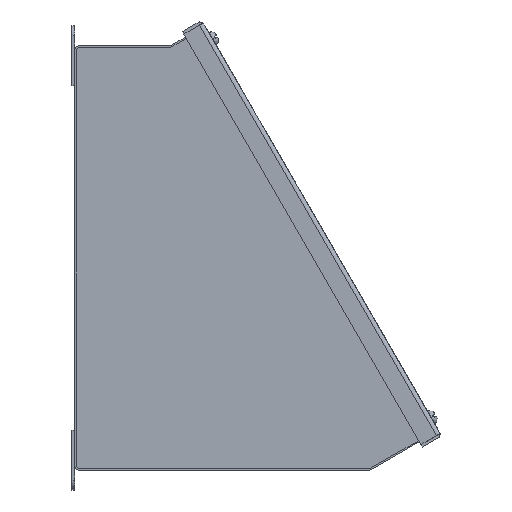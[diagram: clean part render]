
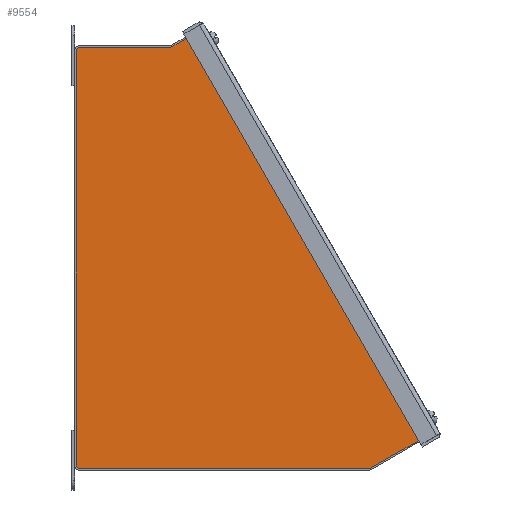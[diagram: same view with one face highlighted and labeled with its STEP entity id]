
A CAD part, left-side view. The second image highlights one B-rep face of the part: STEP entity #9554.
In plain terms, the highlighted planar face has unit normal (-1, 0, 0).
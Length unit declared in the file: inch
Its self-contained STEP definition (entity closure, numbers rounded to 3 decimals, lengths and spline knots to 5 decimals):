
#73 = DIRECTION ( 'NONE',  ( 0., 0.5, 0.866 ) ) ;
#112 = EDGE_CURVE ( 'NONE', #4121, #17346, #15055, .T. ) ;
#519 = CARTESIAN_POINT ( 'NONE',  ( -6.5, 3.57128, 5.1894 ) ) ;
#677 = VERTEX_POINT ( 'NONE', #6750 ) ;
#848 = DIRECTION ( 'NONE',  ( 0., 0., -1. ) ) ;
#1515 = CARTESIAN_POINT ( 'NONE',  ( -6.5, -4.86058, -3.76466 ) ) ;
#1683 = VERTEX_POINT ( 'NONE', #31339 ) ;
#1711 = AXIS2_PLACEMENT_3D ( 'NONE', #519, #13522, #23072 ) ;
#1848 = EDGE_CURVE ( 'NONE', #5220, #24951, #12346, .T. ) ;
#1905 = LINE ( 'NONE', #6993, #29121 ) ;
#2300 = AXIS2_PLACEMENT_3D ( 'NONE', #10807, #18048, #28122 ) ;
#2452 = EDGE_CURVE ( 'NONE', #14855, #4121, #30063, .T. ) ;
#2504 = AXIS2_PLACEMENT_3D ( 'NONE', #30347, #30183, #7271 ) ;
#2632 = DIRECTION ( 'NONE',  ( 0., -0.866, 0.5 ) ) ;
#2652 = EDGE_CURVE ( 'NONE', #18719, #10938, #12721, .T. ) ;
#2921 = LINE ( 'NONE', #28123, #27891 ) ;
#2992 = CARTESIAN_POINT ( 'NONE',  ( -6.5, -4.79823, -3.80066 ) ) ;
#3318 = CARTESIAN_POINT ( 'NONE',  ( -6.5, 3.67928, 5.69934 ) ) ;
#3559 = LINE ( 'NONE', #18525, #9638 ) ;
#3811 = ORIENTED_EDGE ( 'NONE', *, *, #20945, .T. ) ;
#3851 = CARTESIAN_POINT ( 'NONE',  ( -6.5, -5.14201, -4.46811 ) ) ;
#3878 = ORIENTED_EDGE ( 'NONE', *, *, #2452, .T. ) ;
#3923 = ORIENTED_EDGE ( 'NONE', *, *, #25391, .T. ) ;
#3981 = VECTOR ( 'NONE', #30825, 39.37008 ) ;
#4121 = VERTEX_POINT ( 'NONE', #16377 ) ;
#4225 = DIRECTION ( 'NONE',  ( 0., -1., 0. ) ) ;
#4600 = CARTESIAN_POINT ( 'NONE',  ( -6.5, 3.67928, 5.1894 ) ) ;
#4770 = CARTESIAN_POINT ( 'NONE',  ( -6.5, 0.2285, 5.04989 ) ) ;
#5024 = DIRECTION ( 'NONE',  ( 1., 0., 0. ) ) ;
#5220 = VERTEX_POINT ( 'NONE', #15991 ) ;
#5230 = EDGE_CURVE ( 'NONE', #10376, #21520, #20913, .T. ) ;
#5498 = CARTESIAN_POINT ( 'NONE',  ( -6.5, -5.18154, -4.32058 ) ) ;
#5692 = CARTESIAN_POINT ( 'NONE',  ( -6.5, -4.79823, -3.80066 ) ) ;
#6041 = DIRECTION ( 'NONE',  ( 0., 0., -1. ) ) ;
#6251 = EDGE_CURVE ( 'NONE', #21953, #18719, #30922, .T. ) ;
#6331 = DIRECTION ( 'NONE',  ( 0., 0.866, -0.5 ) ) ;
#6550 = CARTESIAN_POINT ( 'NONE',  ( -6.5, -3.6767, -5.2974 ) ) ;
#6750 = CARTESIAN_POINT ( 'NONE',  ( -6.5, 0.29081, 5.01382 ) ) ;
#6993 = CARTESIAN_POINT ( 'NONE',  ( -6.5, 0.60346, -5.2974 ) ) ;
#7021 = EDGE_CURVE ( 'NONE', #10938, #24141, #26972, .T. ) ;
#7271 = DIRECTION ( 'NONE',  ( 0., 0., -1. ) ) ;
#7478 = CARTESIAN_POINT ( 'NONE',  ( -6.5, -3.6767, -5.1894 ) ) ;
#7552 = LINE ( 'NONE', #4770, #20819 ) ;
#7899 = CARTESIAN_POINT ( 'NONE',  ( -6.5, 0.69699, 5.64534 ) ) ;
#8052 = AXIS2_PLACEMENT_3D ( 'NONE', #7478, #5024, #15068 ) ;
#8504 = DIRECTION ( 'NONE',  ( 0., 0.5, 0.866 ) ) ;
#8635 = CARTESIAN_POINT ( 'NONE',  ( -6.5, 3.57128, 5.2974 ) ) ;
#9554 = ADVANCED_FACE ( 'NONE', ( #24812 ), #32228, .T. ) ;
#9638 = VECTOR ( 'NONE', #6331, 39.37008 ) ;
#9679 = VECTOR ( 'NONE', #2632, 39.37008 ) ;
#10132 = ORIENTED_EDGE ( 'NONE', *, *, #112, .T. ) ;
#10376 = VERTEX_POINT ( 'NONE', #4600 ) ;
#10807 = CARTESIAN_POINT ( 'NONE',  ( -6.5, 3.57128, -5.1894 ) ) ;
#10938 = VERTEX_POINT ( 'NONE', #30253 ) ;
#11447 = ORIENTED_EDGE ( 'NONE', *, *, #7021, .T. ) ;
#11720 = LINE ( 'NONE', #17165, #31078 ) ;
#12346 = LINE ( 'NONE', #17284, #9679 ) ;
#12443 = ORIENTED_EDGE ( 'NONE', *, *, #28059, .T. ) ;
#12721 = LINE ( 'NONE', #15193, #28198 ) ;
#12756 = CIRCLE ( 'NONE', #1711, 0.108 ) ;
#13024 = ORIENTED_EDGE ( 'NONE', *, *, #1848, .T. ) ;
#13085 = ORIENTED_EDGE ( 'NONE', *, *, #25234, .T. ) ;
#13522 = DIRECTION ( 'NONE',  ( -1., 0., 0. ) ) ;
#13533 = EDGE_CURVE ( 'NONE', #24141, #10376, #12756, .T. ) ;
#14278 = ORIENTED_EDGE ( 'NONE', *, *, #13533, .T. ) ;
#14309 = EDGE_CURVE ( 'NONE', #21520, #1683, #22788, .T. ) ;
#14482 = DIRECTION ( 'NONE',  ( 0., 0.5, 0.866 ) ) ;
#14562 = ORIENTED_EDGE ( 'NONE', *, *, #30113, .T. ) ;
#14855 = VERTEX_POINT ( 'NONE', #3851 ) ;
#15055 = LINE ( 'NONE', #5498, #17841 ) ;
#15068 = DIRECTION ( 'NONE',  ( 0., 0., -1. ) ) ;
#15193 = CARTESIAN_POINT ( 'NONE',  ( -6.5, 0.69699, 5.64534 ) ) ;
#15232 = VERTEX_POINT ( 'NONE', #18753 ) ;
#15237 = VERTEX_POINT ( 'NONE', #6550 ) ;
#15991 = CARTESIAN_POINT ( 'NONE',  ( -6.5, 0.29085, 5.01389 ) ) ;
#16281 = VERTEX_POINT ( 'NONE', #22550 ) ;
#16377 = CARTESIAN_POINT ( 'NONE',  ( -6.5, -5.18154, -4.32058 ) ) ;
#16419 = CARTESIAN_POINT ( 'NONE',  ( -6.5, 0.2285, 5.04989 ) ) ;
#17042 = DIRECTION ( 'NONE',  ( 0., -1., 0. ) ) ;
#17057 = CARTESIAN_POINT ( 'NONE',  ( -6.5, 0.60346, 5.69934 ) ) ;
#17165 = CARTESIAN_POINT ( 'NONE',  ( -6.5, -3.7307, -5.28293 ) ) ;
#17282 = CARTESIAN_POINT ( 'NONE',  ( -6.5, 0.54946, 5.60581 ) ) ;
#17284 = CARTESIAN_POINT ( 'NONE',  ( -6.5, 0.29085, 5.01389 ) ) ;
#17346 = VERTEX_POINT ( 'NONE', #1515 ) ;
#17537 = AXIS2_PLACEMENT_3D ( 'NONE', #17057, #19361, #4225 ) ;
#17841 = VECTOR ( 'NONE', #73, 39.37008 ) ;
#18048 = DIRECTION ( 'NONE',  ( -1., 0., 0. ) ) ;
#18373 = ORIENTED_EDGE ( 'NONE', *, *, #5230, .T. ) ;
#18525 = CARTESIAN_POINT ( 'NONE',  ( -6.5, -4.86058, -3.76466 ) ) ;
#18719 = VERTEX_POINT ( 'NONE', #7899 ) ;
#18753 = CARTESIAN_POINT ( 'NONE',  ( -6.5, -4.79823, -3.80066 ) ) ;
#19361 = DIRECTION ( 'NONE',  ( -1., 0., 0. ) ) ;
#19702 = DIRECTION ( 'NONE',  ( 0., 1., 0. ) ) ;
#19790 = CARTESIAN_POINT ( 'NONE',  ( -6.5, -3.7307, -5.28293 ) ) ;
#20378 = EDGE_CURVE ( 'NONE', #28943, #14855, #11720, .T. ) ;
#20819 = VECTOR ( 'NONE', #14482, 39.37008 ) ;
#20913 = LINE ( 'NONE', #3318, #23840 ) ;
#20945 = EDGE_CURVE ( 'NONE', #16281, #677, #2921, .T. ) ;
#21174 = VECTOR ( 'NONE', #28103, 39.37008 ) ;
#21520 = VERTEX_POINT ( 'NONE', #27554 ) ;
#21929 = DIRECTION ( 'NONE',  ( 0., -0.866, 0.5 ) ) ;
#21953 = VERTEX_POINT ( 'NONE', #17282 ) ;
#22233 = ORIENTED_EDGE ( 'NONE', *, *, #20378, .T. ) ;
#22252 = CIRCLE ( 'NONE', #8052, 0.108 ) ;
#22516 = ORIENTED_EDGE ( 'NONE', *, *, #30132, .F. ) ;
#22550 = CARTESIAN_POINT ( 'NONE',  ( -6.5, -4.79819, -3.80059 ) ) ;
#22788 = CIRCLE ( 'NONE', #2300, 0.108 ) ;
#23012 = DIRECTION ( 'NONE',  ( -1., 0., 0. ) ) ;
#23072 = DIRECTION ( 'NONE',  ( 0., 0., -1. ) ) ;
#23239 = LINE ( 'NONE', #2992, #3981 ) ;
#23840 = VECTOR ( 'NONE', #848, 39.37008 ) ;
#23959 = ORIENTED_EDGE ( 'NONE', *, *, #2652, .T. ) ;
#24141 = VERTEX_POINT ( 'NONE', #8635 ) ;
#24812 = FACE_OUTER_BOUND ( 'NONE', #30597, .T. ) ;
#24951 = VERTEX_POINT ( 'NONE', #16419 ) ;
#25234 = EDGE_CURVE ( 'NONE', #677, #5220, #25631, .T. ) ;
#25256 = DIRECTION ( 'NONE',  ( 0., 0.866, -0.5 ) ) ;
#25391 = EDGE_CURVE ( 'NONE', #17346, #15232, #3559, .T. ) ;
#25631 = LINE ( 'NONE', #5692, #21174 ) ;
#26972 = LINE ( 'NONE', #29618, #29015 ) ;
#27554 = CARTESIAN_POINT ( 'NONE',  ( -6.5, 3.67928, -5.1894 ) ) ;
#27819 = EDGE_CURVE ( 'NONE', #15232, #16281, #23239, .T. ) ;
#27891 = VECTOR ( 'NONE', #8504, 39.37008 ) ;
#28059 = EDGE_CURVE ( 'NONE', #24951, #21953, #7552, .T. ) ;
#28103 = DIRECTION ( 'NONE',  ( 0., 0.5, 0.866 ) ) ;
#28122 = DIRECTION ( 'NONE',  ( 0., 0., -1. ) ) ;
#28123 = CARTESIAN_POINT ( 'NONE',  ( -6.5, -4.79819, -3.80059 ) ) ;
#28198 = VECTOR ( 'NONE', #25256, 39.37008 ) ;
#28497 = AXIS2_PLACEMENT_3D ( 'NONE', #31099, #23012, #6041 ) ;
#28596 = ORIENTED_EDGE ( 'NONE', *, *, #6251, .T. ) ;
#28943 = VERTEX_POINT ( 'NONE', #19790 ) ;
#29015 = VECTOR ( 'NONE', #19702, 39.37008 ) ;
#29120 = ORIENTED_EDGE ( 'NONE', *, *, #14309, .T. ) ;
#29121 = VECTOR ( 'NONE', #17042, 39.37008 ) ;
#29618 = CARTESIAN_POINT ( 'NONE',  ( -6.5, 0.60346, 5.2974 ) ) ;
#30063 = CIRCLE ( 'NONE', #28497, 0.108 ) ;
#30113 = EDGE_CURVE ( 'NONE', #1683, #15237, #1905, .T. ) ;
#30132 = EDGE_CURVE ( 'NONE', #28943, #15237, #22252, .T. ) ;
#30183 = DIRECTION ( 'NONE',  ( -1., 0., 0. ) ) ;
#30253 = CARTESIAN_POINT ( 'NONE',  ( -6.5, 1.29963, 5.2974 ) ) ;
#30347 = CARTESIAN_POINT ( 'NONE',  ( -6.5, 0.64299, 5.55181 ) ) ;
#30597 = EDGE_LOOP ( 'NONE', ( #30721, #3811, #13085, #13024, #12443, #28596, #23959, #11447, #14278, #18373, #29120, #14562, #22516, #22233, #3878, #10132, #3923 ) ) ;
#30721 = ORIENTED_EDGE ( 'NONE', *, *, #27819, .T. ) ;
#30825 = DIRECTION ( 'NONE',  ( 0., 0.5, 0.866 ) ) ;
#30922 = CIRCLE ( 'NONE', #2504, 0.108 ) ;
#31078 = VECTOR ( 'NONE', #21929, 39.37008 ) ;
#31099 = CARTESIAN_POINT ( 'NONE',  ( -6.5, -5.08801, -4.37458 ) ) ;
#31339 = CARTESIAN_POINT ( 'NONE',  ( -6.5, 3.57128, -5.2974 ) ) ;
#32228 = PLANE ( 'NONE',  #17537 ) ;
